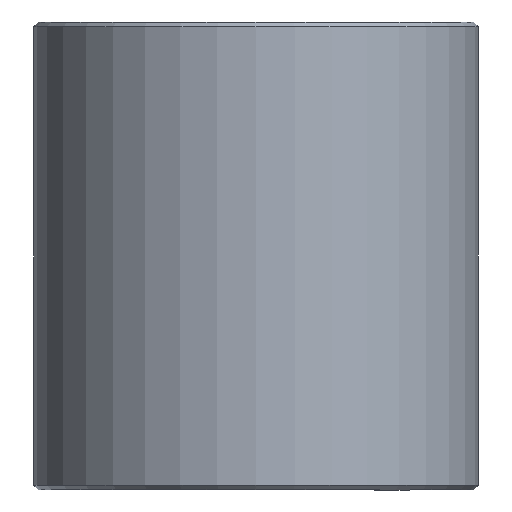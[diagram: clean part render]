
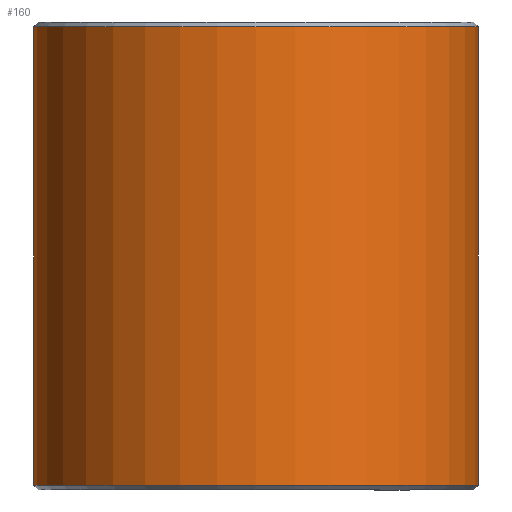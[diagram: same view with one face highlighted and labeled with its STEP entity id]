
A CAD part, front view. The second image highlights one B-rep face of the part: STEP entity #160.
In plain terms, the highlighted cylindrical face has radius 47.5 mm (diameter 95 mm), a full revolution.
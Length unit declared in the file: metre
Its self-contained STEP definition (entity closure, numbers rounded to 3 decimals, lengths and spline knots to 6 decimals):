
#160=ADVANCED_FACE('',(#186,#187),#188,.T.);
#186=FACE_OUTER_BOUND('',#3168,.T.);
#187=FACE_OUTER_BOUND('',#3169,.T.);
#188=CYLINDRICAL_SURFACE('',#3170,0.0475);
#3168=EDGE_LOOP('',(#6175));
#3169=EDGE_LOOP('',(#6176));
#3170=AXIS2_PLACEMENT_3D('',#6177,#6178,#6179);
#6175=ORIENTED_EDGE('',*,*,#6220,.T.);
#6176=ORIENTED_EDGE('',*,*,#6221,.F.);
#6177=CARTESIAN_POINT('',(0.0,0.0,0.));
#6178=DIRECTION('',(0.0,0.,-1.0));
#6179=DIRECTION('',(0.0,1.0,0.));
#6220=EDGE_CURVE('',#6252,#6252,#6253,.T.);
#6221=EDGE_CURVE('',#6254,#6254,#6255,.T.);
#6252=VERTEX_POINT('',#6516);
#6253=CIRCLE('',#6517,0.0475);
#6254=VERTEX_POINT('',#6518);
#6255=CIRCLE('',#6519,0.0475);
#6516=CARTESIAN_POINT('',(0.0,0.0475,0.099));
#6517=AXIS2_PLACEMENT_3D('',#6552,#6553,#6554);
#6518=CARTESIAN_POINT('',(0.0,0.0475,0.001));
#6519=AXIS2_PLACEMENT_3D('',#6555,#6556,#6557);
#6552=CARTESIAN_POINT('',(0.0,0.,0.099));
#6553=DIRECTION('',(0.0,0.,-1.0));
#6554=DIRECTION('',(0.0,1.0,0.));
#6555=CARTESIAN_POINT('',(0.0,0.0,0.001));
#6556=DIRECTION('',(0.0,0.,-1.0));
#6557=DIRECTION('',(0.0,1.0,0.));
